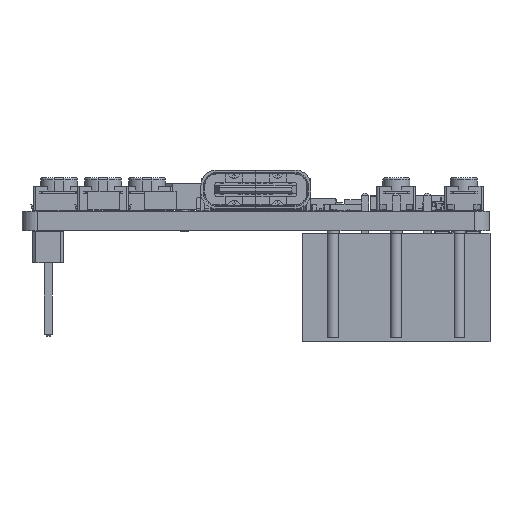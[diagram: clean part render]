
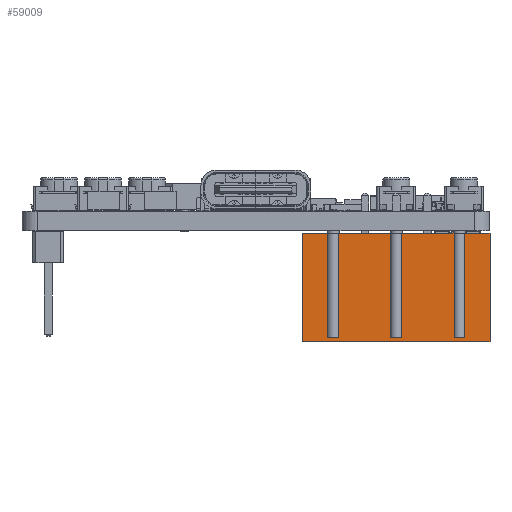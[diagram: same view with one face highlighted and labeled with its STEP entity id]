
A CAD part, front view. The second image highlights one B-rep face of the part: STEP entity #59009.
In plain terms, the highlighted face is planar.
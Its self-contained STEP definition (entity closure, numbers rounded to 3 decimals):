
#58307 = EDGE_CURVE('',#58308,#58310,#58312,.T.);
#58308 = VERTEX_POINT('',#58309);
#58309 = CARTESIAN_POINT('',(5.695,5.1,0.25));
#58310 = VERTEX_POINT('',#58311);
#58311 = CARTESIAN_POINT('',(5.695,5.1,9.1));
#58312 = LINE('',#58313,#58314);
#58313 = CARTESIAN_POINT('',(5.695,5.1,0.25));
#58314 = VECTOR('',#58315,1.);
#58315 = DIRECTION('',(0.,0.,1.));
#58372 = VERTEX_POINT('',#58373);
#58373 = CARTESIAN_POINT('',(5.695,-10.18,9.1));
#58379 = EDGE_CURVE('',#58372,#58310,#58380,.T.);
#58380 = LINE('',#58381,#58382);
#58381 = CARTESIAN_POINT('',(5.695,-10.18,9.1));
#58382 = VECTOR('',#58383,1.);
#58383 = DIRECTION('',(0.,1.,0.));
#58580 = VERTEX_POINT('',#58581);
#58581 = CARTESIAN_POINT('',(5.695,-10.18,0.25));
#58587 = EDGE_CURVE('',#58580,#58372,#58588,.T.);
#58588 = LINE('',#58589,#58590);
#58589 = CARTESIAN_POINT('',(5.695,-10.18,0.25));
#58590 = VECTOR('',#58591,1.);
#58591 = DIRECTION('',(0.,0.,1.));
#58627 = EDGE_CURVE('',#58628,#58308,#58630,.T.);
#58628 = VERTEX_POINT('',#58629);
#58629 = CARTESIAN_POINT('',(5.695,3.033,0.25));
#58630 = LINE('',#58631,#58632);
#58631 = CARTESIAN_POINT('',(5.695,-10.18,0.25));
#58632 = VECTOR('',#58633,1.);
#58633 = DIRECTION('',(0.,1.,0.));
#58645 = VERTEX_POINT('',#58646);
#58646 = CARTESIAN_POINT('',(5.695,2.167,0.25));
#58653 = EDGE_CURVE('',#58654,#58645,#58656,.T.);
#58654 = VERTEX_POINT('',#58655);
#58655 = CARTESIAN_POINT('',(5.695,-2.107,0.25));
#58656 = LINE('',#58657,#58658);
#58657 = CARTESIAN_POINT('',(5.695,-10.18,0.25));
#58658 = VECTOR('',#58659,1.);
#58659 = DIRECTION('',(0.,1.,0.));
#58671 = VERTEX_POINT('',#58672);
#58672 = CARTESIAN_POINT('',(5.695,-2.973,0.25));
#58679 = EDGE_CURVE('',#58680,#58671,#58682,.T.);
#58680 = VERTEX_POINT('',#58681);
#58681 = CARTESIAN_POINT('',(5.695,-7.247,0.25));
#58682 = LINE('',#58683,#58684);
#58683 = CARTESIAN_POINT('',(5.695,-10.18,0.25));
#58684 = VECTOR('',#58685,1.);
#58685 = DIRECTION('',(0.,1.,0.));
#58697 = VERTEX_POINT('',#58698);
#58698 = CARTESIAN_POINT('',(5.695,-8.113,0.25));
#58705 = EDGE_CURVE('',#58580,#58697,#58706,.T.);
#58706 = LINE('',#58707,#58708);
#58707 = CARTESIAN_POINT('',(5.695,-10.18,0.25));
#58708 = VECTOR('',#58709,1.);
#58709 = DIRECTION('',(0.,1.,0.));
#59009 = ADVANCED_FACE('',(#59010),#59085,.T.);
#59010 = FACE_BOUND('',#59011,.T.);
#59011 = EDGE_LOOP('',(#59012,#59013,#59014,#59022,#59030,#59036,#59037,
    #59045,#59053,#59059,#59060,#59068,#59076,#59082,#59083,#59084));
#59012 = ORIENTED_EDGE('',*,*,#58587,.F.);
#59013 = ORIENTED_EDGE('',*,*,#58705,.T.);
#59014 = ORIENTED_EDGE('',*,*,#59015,.F.);
#59015 = EDGE_CURVE('',#59016,#58697,#59018,.T.);
#59016 = VERTEX_POINT('',#59017);
#59017 = CARTESIAN_POINT('',(5.695,-8.113,8.75));
#59018 = LINE('',#59019,#59020);
#59019 = CARTESIAN_POINT('',(5.695,-8.113,0.25));
#59020 = VECTOR('',#59021,1.);
#59021 = DIRECTION('',(-0.,-0.,-1.));
#59022 = ORIENTED_EDGE('',*,*,#59023,.F.);
#59023 = EDGE_CURVE('',#59024,#59016,#59026,.T.);
#59024 = VERTEX_POINT('',#59025);
#59025 = CARTESIAN_POINT('',(5.695,-7.247,8.75));
#59026 = LINE('',#59027,#59028);
#59027 = CARTESIAN_POINT('',(5.695,-5.11,8.75));
#59028 = VECTOR('',#59029,1.);
#59029 = DIRECTION('',(0.,-1.,0.));
#59030 = ORIENTED_EDGE('',*,*,#59031,.T.);
#59031 = EDGE_CURVE('',#59024,#58680,#59032,.T.);
#59032 = LINE('',#59033,#59034);
#59033 = CARTESIAN_POINT('',(5.695,-7.247,0.25));
#59034 = VECTOR('',#59035,1.);
#59035 = DIRECTION('',(-0.,-0.,-1.));
#59036 = ORIENTED_EDGE('',*,*,#58679,.T.);
#59037 = ORIENTED_EDGE('',*,*,#59038,.F.);
#59038 = EDGE_CURVE('',#59039,#58671,#59041,.T.);
#59039 = VERTEX_POINT('',#59040);
#59040 = CARTESIAN_POINT('',(5.695,-2.973,8.75));
#59041 = LINE('',#59042,#59043);
#59042 = CARTESIAN_POINT('',(5.695,-2.973,0.25));
#59043 = VECTOR('',#59044,1.);
#59044 = DIRECTION('',(-0.,-0.,-1.));
#59045 = ORIENTED_EDGE('',*,*,#59046,.F.);
#59046 = EDGE_CURVE('',#59047,#59039,#59049,.T.);
#59047 = VERTEX_POINT('',#59048);
#59048 = CARTESIAN_POINT('',(5.695,-2.107,8.75));
#59049 = LINE('',#59050,#59051);
#59050 = CARTESIAN_POINT('',(5.695,-2.54,8.75));
#59051 = VECTOR('',#59052,1.);
#59052 = DIRECTION('',(0.,-1.,0.));
#59053 = ORIENTED_EDGE('',*,*,#59054,.T.);
#59054 = EDGE_CURVE('',#59047,#58654,#59055,.T.);
#59055 = LINE('',#59056,#59057);
#59056 = CARTESIAN_POINT('',(5.695,-2.107,0.25));
#59057 = VECTOR('',#59058,1.);
#59058 = DIRECTION('',(-0.,-0.,-1.));
#59059 = ORIENTED_EDGE('',*,*,#58653,.T.);
#59060 = ORIENTED_EDGE('',*,*,#59061,.F.);
#59061 = EDGE_CURVE('',#59062,#58645,#59064,.T.);
#59062 = VERTEX_POINT('',#59063);
#59063 = CARTESIAN_POINT('',(5.695,2.167,8.75));
#59064 = LINE('',#59065,#59066);
#59065 = CARTESIAN_POINT('',(5.695,2.167,0.25));
#59066 = VECTOR('',#59067,1.);
#59067 = DIRECTION('',(-0.,-0.,-1.));
#59068 = ORIENTED_EDGE('',*,*,#59069,.F.);
#59069 = EDGE_CURVE('',#59070,#59062,#59072,.T.);
#59070 = VERTEX_POINT('',#59071);
#59071 = CARTESIAN_POINT('',(5.695,3.033,8.75));
#59072 = LINE('',#59073,#59074);
#59073 = CARTESIAN_POINT('',(5.695,0.03,8.75));
#59074 = VECTOR('',#59075,1.);
#59075 = DIRECTION('',(0.,-1.,0.));
#59076 = ORIENTED_EDGE('',*,*,#59077,.T.);
#59077 = EDGE_CURVE('',#59070,#58628,#59078,.T.);
#59078 = LINE('',#59079,#59080);
#59079 = CARTESIAN_POINT('',(5.695,3.033,0.25));
#59080 = VECTOR('',#59081,1.);
#59081 = DIRECTION('',(-0.,-0.,-1.));
#59082 = ORIENTED_EDGE('',*,*,#58627,.T.);
#59083 = ORIENTED_EDGE('',*,*,#58307,.T.);
#59084 = ORIENTED_EDGE('',*,*,#58379,.F.);
#59085 = PLANE('',#59086);
#59086 = AXIS2_PLACEMENT_3D('',#59087,#59088,#59089);
#59087 = CARTESIAN_POINT('',(5.695,-2.54,4.675));
#59088 = DIRECTION('',(1.,0.,0.));
#59089 = DIRECTION('',(0.,0.,1.));
